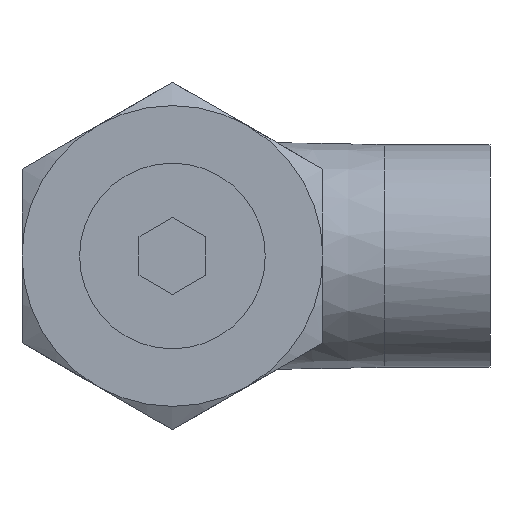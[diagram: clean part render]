
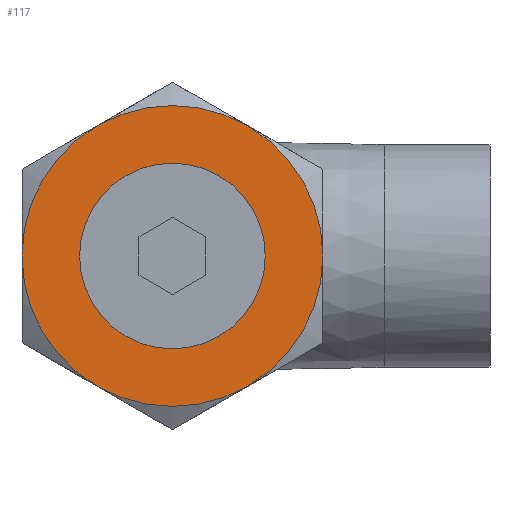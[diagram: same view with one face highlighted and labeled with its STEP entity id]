
A CAD part, front view. The second image highlights one B-rep face of the part: STEP entity #117.
In plain terms, the highlighted planar face has unit normal (0, -1, 0).
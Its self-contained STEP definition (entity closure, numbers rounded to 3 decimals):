
#117 = ADVANCED_FACE( '', ( #276, #277 ), #278, .F. );
#276 = FACE_BOUND( '', #491, .T. );
#277 = FACE_OUTER_BOUND( '', #492, .T. );
#278 = PLANE( '', #493 );
#491 = EDGE_LOOP( '', ( #770 ) );
#492 = EDGE_LOOP( '', ( #771, #772, #773, #774, #775, #776 ) );
#493 = AXIS2_PLACEMENT_3D( '', #777, #778, #779 );
#770 = ORIENTED_EDGE( '', *, *, #1139, .F. );
#771 = ORIENTED_EDGE( '', *, *, #1140, .T. );
#772 = ORIENTED_EDGE( '', *, *, #1141, .T. );
#773 = ORIENTED_EDGE( '', *, *, #1078, .T. );
#774 = ORIENTED_EDGE( '', *, *, #1123, .T. );
#775 = ORIENTED_EDGE( '', *, *, #1142, .T. );
#776 = ORIENTED_EDGE( '', *, *, #1143, .T. );
#777 = CARTESIAN_POINT( '', ( 13.5, 0., 0. ) );
#778 = DIRECTION( '', ( 0., 1., 0. ) );
#779 = DIRECTION( '', ( 0., 0., 1. ) );
#1078 = EDGE_CURVE( '', #1238, #1239, #1240, .T. );
#1123 = EDGE_CURVE( '', #1239, #1312, #1314, .T. );
#1139 = EDGE_CURVE( '', #1340, #1340, #1341, .T. );
#1140 = EDGE_CURVE( '', #1321, #1342, #1343, .T. );
#1141 = EDGE_CURVE( '', #1342, #1238, #1344, .T. );
#1142 = EDGE_CURVE( '', #1312, #1345, #1346, .T. );
#1143 = EDGE_CURVE( '', #1345, #1321, #1347, .T. );
#1238 = VERTEX_POINT( '', #1463 );
#1239 = VERTEX_POINT( '', #1464 );
#1240 = CIRCLE( '', #1465, 13.5 );
#1312 = VERTEX_POINT( '', #1603 );
#1314 = CIRCLE( '', #1612, 13.5 );
#1321 = VERTEX_POINT( '', #1620 );
#1340 = VERTEX_POINT( '', #1658 );
#1341 = CIRCLE( '', #1659, 8.33 );
#1342 = VERTEX_POINT( '', #1660 );
#1343 = CIRCLE( '', #1661, 13.5 );
#1344 = CIRCLE( '', #1662, 13.5 );
#1345 = VERTEX_POINT( '', #1663 );
#1346 = CIRCLE( '', #1664, 13.5 );
#1347 = CIRCLE( '', #1665, 13.5 );
#1463 = CARTESIAN_POINT( '', ( 6.75, 0., 11.691 ) );
#1464 = CARTESIAN_POINT( '', ( -6.75, 0., 11.691 ) );
#1465 = AXIS2_PLACEMENT_3D( '', #1867, #1868, #1869 );
#1603 = CARTESIAN_POINT( '', ( -13.5, 0., 0. ) );
#1612 = AXIS2_PLACEMENT_3D( '', #1909, #1910, #1911 );
#1620 = CARTESIAN_POINT( '', ( 6.75, 0., -11.691 ) );
#1658 = CARTESIAN_POINT( '', ( 0., 0., -8.33 ) );
#1659 = AXIS2_PLACEMENT_3D( '', #1930, #1931, #1932 );
#1660 = CARTESIAN_POINT( '', ( 13.5, 0., 0. ) );
#1661 = AXIS2_PLACEMENT_3D( '', #1933, #1934, #1935 );
#1662 = AXIS2_PLACEMENT_3D( '', #1936, #1937, #1938 );
#1663 = CARTESIAN_POINT( '', ( -6.75, 0., -11.691 ) );
#1664 = AXIS2_PLACEMENT_3D( '', #1939, #1940, #1941 );
#1665 = AXIS2_PLACEMENT_3D( '', #1942, #1943, #1944 );
#1867 = CARTESIAN_POINT( '', ( 0., 0., 0. ) );
#1868 = DIRECTION( '', ( 0., -1., 0. ) );
#1869 = DIRECTION( '', ( 0., 0., -1. ) );
#1909 = CARTESIAN_POINT( '', ( 0., 0., 0. ) );
#1910 = DIRECTION( '', ( 0., -1., 0. ) );
#1911 = DIRECTION( '', ( 0., 0., -1. ) );
#1930 = CARTESIAN_POINT( '', ( 0., 0., 0. ) );
#1931 = DIRECTION( '', ( 0., -1., 0. ) );
#1932 = DIRECTION( '', ( 0., 0., -1. ) );
#1933 = CARTESIAN_POINT( '', ( 0., 0., 0. ) );
#1934 = DIRECTION( '', ( 0., -1., 0. ) );
#1935 = DIRECTION( '', ( 0., 0., -1. ) );
#1936 = CARTESIAN_POINT( '', ( 0., 0., 0. ) );
#1937 = DIRECTION( '', ( 0., -1., 0. ) );
#1938 = DIRECTION( '', ( 0., 0., -1. ) );
#1939 = CARTESIAN_POINT( '', ( 0., 0., 0. ) );
#1940 = DIRECTION( '', ( 0., -1., 0. ) );
#1941 = DIRECTION( '', ( 0., 0., -1. ) );
#1942 = CARTESIAN_POINT( '', ( 0., 0., 0. ) );
#1943 = DIRECTION( '', ( 0., -1., 0. ) );
#1944 = DIRECTION( '', ( 0., 0., -1. ) );
